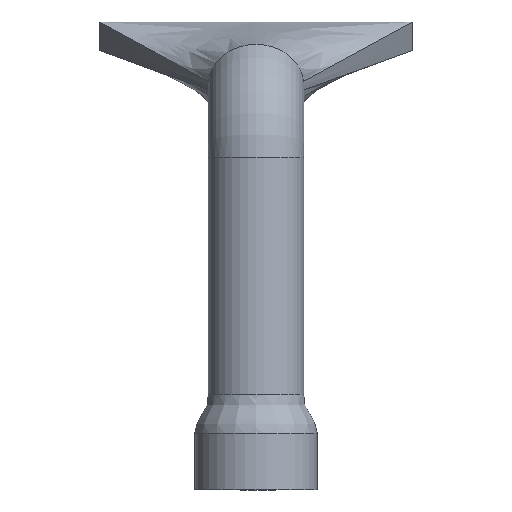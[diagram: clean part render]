
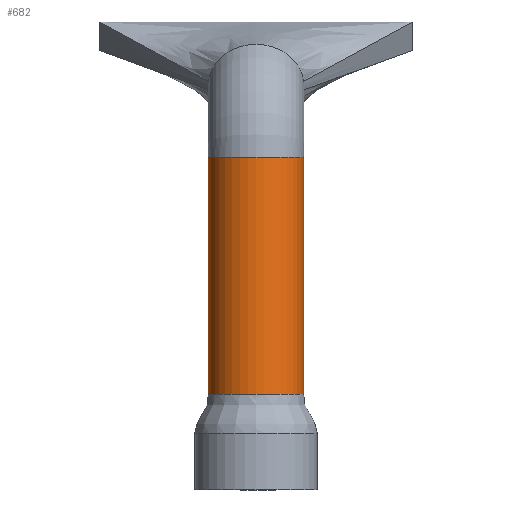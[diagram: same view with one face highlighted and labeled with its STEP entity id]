
A CAD part, front view. The second image highlights one B-rep face of the part: STEP entity #682.
In plain terms, the highlighted cylindrical face has radius 14.5 mm (diameter 29 mm), a full revolution.
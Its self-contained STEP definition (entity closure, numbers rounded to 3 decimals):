
#485 = VERTEX_POINT('',#486);
#486 = CARTESIAN_POINT('',(0.,-14.5,29.));
#493 = EDGE_CURVE('',#485,#485,#494,.T.);
#494 = CIRCLE('',#495,14.5);
#495 = AXIS2_PLACEMENT_3D('',#496,#497,#498);
#496 = CARTESIAN_POINT('',(0.,0.,29.)
  );
#497 = DIRECTION('',(0.,0.,1.));
#498 = DIRECTION('',(0.,-1.,0.));
#682 = ADVANCED_FACE('',(#683),#702,.T.);
#683 = FACE_BOUND('',#684,.F.);
#684 = EDGE_LOOP('',(#685,#693,#700,#701));
#685 = ORIENTED_EDGE('',*,*,#686,.F.);
#686 = EDGE_CURVE('',#687,#485,#689,.T.);
#687 = VERTEX_POINT('',#688);
#688 = CARTESIAN_POINT('',(0.,-14.5,101.));
#689 = LINE('',#690,#691);
#690 = CARTESIAN_POINT('',(0.,-14.5,101.));
#691 = VECTOR('',#692,1.);
#692 = DIRECTION('',(0.,0.,-1.));
#693 = ORIENTED_EDGE('',*,*,#694,.T.);
#694 = EDGE_CURVE('',#687,#687,#695,.T.);
#695 = CIRCLE('',#696,14.5);
#696 = AXIS2_PLACEMENT_3D('',#697,#698,#699);
#697 = CARTESIAN_POINT('',(0.,0.,101.)
  );
#698 = DIRECTION('',(0.,0.,1.));
#699 = DIRECTION('',(0.,-1.,0.));
#700 = ORIENTED_EDGE('',*,*,#686,.T.);
#701 = ORIENTED_EDGE('',*,*,#493,.F.);
#702 = CYLINDRICAL_SURFACE('',#703,14.5);
#703 = AXIS2_PLACEMENT_3D('',#704,#705,#706);
#704 = CARTESIAN_POINT('',(0.,0.,101.)
  );
#705 = DIRECTION('',(0.,0.,-1.));
#706 = DIRECTION('',(0.,-1.,0.));
